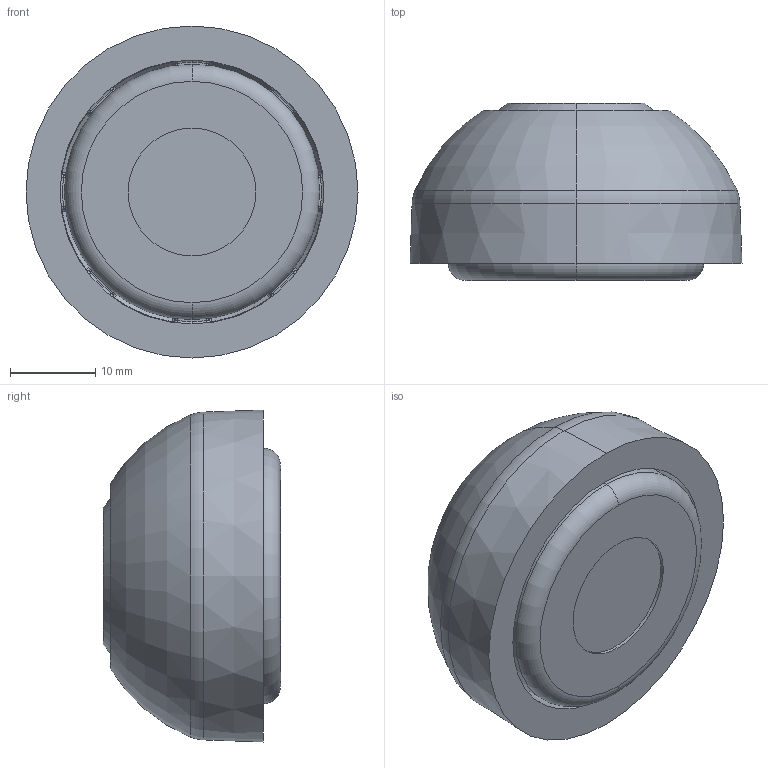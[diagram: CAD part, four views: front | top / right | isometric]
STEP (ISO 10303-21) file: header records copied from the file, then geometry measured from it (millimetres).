
FILE_DESCRIPTION(('STEP AP203'),'1');
FILE_NAME('fath_098d040zsg.stp','2021-11-23T13:55:29',('TraceParts'),('TraceParts S.A.'),'Spatial InterOp 3D',' ',' ');
FILE_SCHEMA(('CONFIG_CONTROL_DESIGN'));
Length unit declared in the file: millimetre
Products named in the file (1): 1
Bounding box: 39 x 20.8 x 39 mm (x, y, z)
Volume: 16101.6 mm3; surface area: 8726.3 mm2
Topology: 3 solids, 3 shells, 351 faces, 828 edges, 444 vertices
Faces by surface type: cylinder 76, sphere 70, torus 70, bspline 64, plane 43, cone 28
Entity records: 10862 total; most frequent: CARTESIAN_POINT 3326, DIRECTION 1644, ORIENTED_EDGE 1568, EDGE_CURVE 784, AXIS2_PLACEMENT_3D 746, CIRCLE 456, VERTEX_POINT 444, EDGE_LOOP 360
